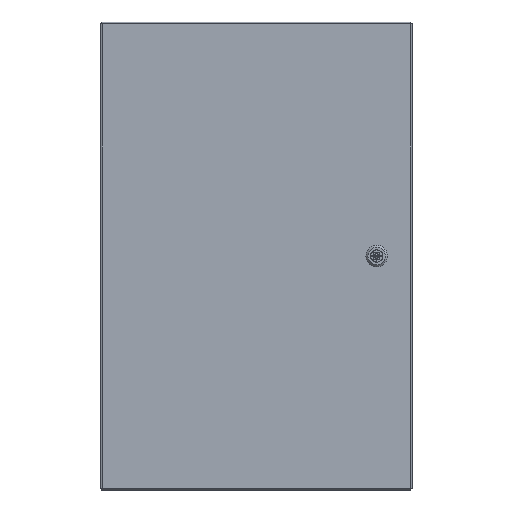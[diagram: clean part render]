
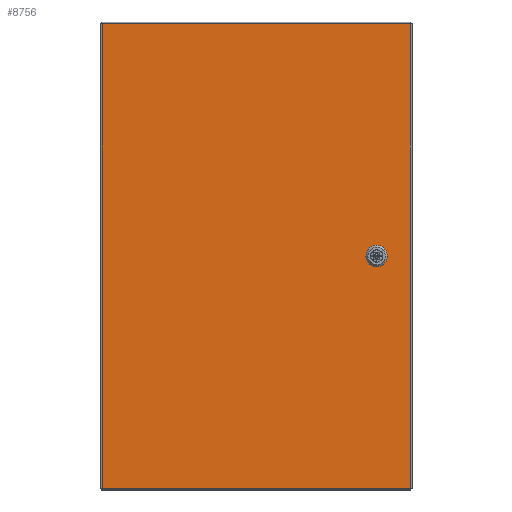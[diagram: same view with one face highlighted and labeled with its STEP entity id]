
A CAD part, front view. The second image highlights one B-rep face of the part: STEP entity #8756.
In plain terms, the highlighted planar face has unit normal (0, -1, 0).
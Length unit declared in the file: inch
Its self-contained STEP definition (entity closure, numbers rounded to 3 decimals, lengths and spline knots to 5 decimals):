
#156 = LINE ( 'NONE', #13342, #18503 ) ;
#571 = VECTOR ( 'NONE', #12406, 39.37008 ) ;
#665 = ORIENTED_EDGE ( 'NONE', *, *, #15196, .T. ) ;
#884 = DIRECTION ( 'NONE',  ( 0.707, 0., -0.707 ) ) ;
#1296 = CARTESIAN_POINT ( 'NONE',  ( -7.896, -8.822, 11.898 ) ) ;
#1302 = ORIENTED_EDGE ( 'NONE', *, *, #15276, .T. ) ;
#1362 = LINE ( 'NONE', #16098, #13537 ) ;
#1395 = VERTEX_POINT ( 'NONE', #1400 ) ;
#1400 = CARTESIAN_POINT ( 'NONE',  ( 6.5865, -8.822, 0.2305 ) ) ;
#1639 = DIRECTION ( 'NONE',  ( 1., 0., 0. ) ) ;
#1664 = VECTOR ( 'NONE', #1639, 39.37008 ) ;
#1899 = EDGE_CURVE ( 'NONE', #19074, #8433, #16853, .T. ) ;
#2002 = CARTESIAN_POINT ( 'NONE',  ( 5.96, -8.822, 0.395 ) ) ;
#2228 = ORIENTED_EDGE ( 'NONE', *, *, #20961, .T. ) ;
#2456 = EDGE_CURVE ( 'NONE', #1395, #3459, #9382, .T. ) ;
#2807 = EDGE_LOOP ( 'NONE', ( #665, #21137, #7122, #20110, #3256, #2228, #4832, #15131 ) ) ;
#3256 = ORIENTED_EDGE ( 'NONE', *, *, #2456, .T. ) ;
#3459 = VERTEX_POINT ( 'NONE', #15345 ) ;
#3491 = FACE_OUTER_BOUND ( 'NONE', #12121, .T. ) ;
#3938 = VECTOR ( 'NONE', #6536, 39.37008 ) ;
#4120 = LINE ( 'NONE', #17247, #4567 ) ;
#4125 = ORIENTED_EDGE ( 'NONE', *, *, #16136, .T. ) ;
#4420 = VERTEX_POINT ( 'NONE', #1296 ) ;
#4453 = DIRECTION ( 'NONE',  ( 0., 0., -1. ) ) ;
#4514 = AXIS2_PLACEMENT_3D ( 'NONE', #21378, #16201, #19556 ) ;
#4559 = CARTESIAN_POINT ( 'NONE',  ( -7.896, -8.822, -11.899 ) ) ;
#4567 = VECTOR ( 'NONE', #10837, 39.37008 ) ;
#4663 = LINE ( 'NONE', #4559, #8333 ) ;
#4832 = ORIENTED_EDGE ( 'NONE', *, *, #18004, .T. ) ;
#5455 = CARTESIAN_POINT ( 'NONE',  ( -7.896, -8.822, -11.899 ) ) ;
#5977 = VECTOR ( 'NONE', #884, 39.37008 ) ;
#6087 = VECTOR ( 'NONE', #8603, 39.37008 ) ;
#6151 = LINE ( 'NONE', #12740, #17736 ) ;
#6207 = LINE ( 'NONE', #12700, #8759 ) ;
#6536 = DIRECTION ( 'NONE',  ( -1., 0., 0. ) ) ;
#6731 = CARTESIAN_POINT ( 'NONE',  ( -7.896, -8.822, -11.899 ) ) ;
#7122 = ORIENTED_EDGE ( 'NONE', *, *, #10147, .T. ) ;
#7419 = VERTEX_POINT ( 'NONE', #20759 ) ;
#8051 = CARTESIAN_POINT ( 'NONE',  ( 5.96, -8.822, -0.396 ) ) ;
#8333 = VECTOR ( 'NONE', #4453, 39.37008 ) ;
#8433 = VERTEX_POINT ( 'NONE', #20764 ) ;
#8500 = LINE ( 'NONE', #5455, #16967 ) ;
#8603 = DIRECTION ( 'NONE',  ( 0.707, 0., 0.707 ) ) ;
#8756 = ADVANCED_FACE ( 'NONE', ( #3491, #14767 ), #19651, .T. ) ;
#8759 = VECTOR ( 'NONE', #11062, 39.37008 ) ;
#8928 = CARTESIAN_POINT ( 'NONE',  ( 6.422, -8.822, -0.396 ) ) ;
#9123 = VERTEX_POINT ( 'NONE', #13504 ) ;
#9382 = LINE ( 'NONE', #16004, #571 ) ;
#9596 = VERTEX_POINT ( 'NONE', #8928 ) ;
#9602 = DIRECTION ( 'NONE',  ( -1., 0., 0. ) ) ;
#9786 = CARTESIAN_POINT ( 'NONE',  ( 5.96, -8.822, -0.396 ) ) ;
#10147 = EDGE_CURVE ( 'NONE', #8433, #16165, #11265, .T. ) ;
#10683 = VERTEX_POINT ( 'NONE', #21361 ) ;
#10837 = DIRECTION ( 'NONE',  ( 0., 0., 1. ) ) ;
#11062 = DIRECTION ( 'NONE',  ( -0.707, 0., 0.707 ) ) ;
#11265 = LINE ( 'NONE', #13322, #1664 ) ;
#11394 = LINE ( 'NONE', #9786, #3938 ) ;
#12121 = EDGE_LOOP ( 'NONE', ( #1302, #4125, #17581, #15996 ) ) ;
#12406 = DIRECTION ( 'NONE',  ( 0., 0., -1. ) ) ;
#12700 = CARTESIAN_POINT ( 'NONE',  ( 5.7955, -8.822, -0.2315 ) ) ;
#12740 = CARTESIAN_POINT ( 'NONE',  ( -7.896, -8.822, 11.898 ) ) ;
#13322 = CARTESIAN_POINT ( 'NONE',  ( 6.422, -8.822, 0.395 ) ) ;
#13342 = CARTESIAN_POINT ( 'NONE',  ( 6.5865, -8.822, -0.2315 ) ) ;
#13504 = CARTESIAN_POINT ( 'NONE',  ( 5.7955, -8.822, -0.2315 ) ) ;
#13537 = VECTOR ( 'NONE', #14559, 39.37008 ) ;
#13848 = LINE ( 'NONE', #15707, #5977 ) ;
#13849 = EDGE_CURVE ( 'NONE', #19438, #10683, #8500, .T. ) ;
#14511 = EDGE_CURVE ( 'NONE', #4420, #19438, #4663, .T. ) ;
#14559 = DIRECTION ( 'NONE',  ( 0., 0., 1. ) ) ;
#14767 = FACE_BOUND ( 'NONE', #2807, .T. ) ;
#15131 = ORIENTED_EDGE ( 'NONE', *, *, #17519, .T. ) ;
#15196 = EDGE_CURVE ( 'NONE', #9123, #19074, #1362, .T. ) ;
#15276 = EDGE_CURVE ( 'NONE', #10683, #7419, #4120, .T. ) ;
#15345 = CARTESIAN_POINT ( 'NONE',  ( 6.5865, -8.822, -0.2315 ) ) ;
#15707 = CARTESIAN_POINT ( 'NONE',  ( 6.422, -8.822, 0.395 ) ) ;
#15996 = ORIENTED_EDGE ( 'NONE', *, *, #13849, .T. ) ;
#16004 = CARTESIAN_POINT ( 'NONE',  ( 6.5865, -8.822, -0.2315 ) ) ;
#16098 = CARTESIAN_POINT ( 'NONE',  ( 5.7955, -8.822, 0.2305 ) ) ;
#16136 = EDGE_CURVE ( 'NONE', #7419, #4420, #6151, .T. ) ;
#16165 = VERTEX_POINT ( 'NONE', #21090 ) ;
#16201 = DIRECTION ( 'NONE',  ( 0., -1., 0. ) ) ;
#16777 = EDGE_CURVE ( 'NONE', #16165, #1395, #13848, .T. ) ;
#16853 = LINE ( 'NONE', #2002, #6087 ) ;
#16967 = VECTOR ( 'NONE', #19992, 39.37008 ) ;
#17247 = CARTESIAN_POINT ( 'NONE',  ( 7.901, -8.822, -11.899 ) ) ;
#17519 = EDGE_CURVE ( 'NONE', #20839, #9123, #6207, .T. ) ;
#17581 = ORIENTED_EDGE ( 'NONE', *, *, #14511, .T. ) ;
#17736 = VECTOR ( 'NONE', #9602, 39.37008 ) ;
#18004 = EDGE_CURVE ( 'NONE', #9596, #20839, #11394, .T. ) ;
#18503 = VECTOR ( 'NONE', #19968, 39.37008 ) ;
#19074 = VERTEX_POINT ( 'NONE', #19331 ) ;
#19331 = CARTESIAN_POINT ( 'NONE',  ( 5.7955, -8.822, 0.2305 ) ) ;
#19438 = VERTEX_POINT ( 'NONE', #6731 ) ;
#19556 = DIRECTION ( 'NONE',  ( 0., 0., -1. ) ) ;
#19651 = PLANE ( 'NONE',  #4514 ) ;
#19968 = DIRECTION ( 'NONE',  ( -0.707, 0., -0.707 ) ) ;
#19992 = DIRECTION ( 'NONE',  ( 1., 0., 0. ) ) ;
#20110 = ORIENTED_EDGE ( 'NONE', *, *, #16777, .T. ) ;
#20759 = CARTESIAN_POINT ( 'NONE',  ( 7.901, -8.822, 11.898 ) ) ;
#20764 = CARTESIAN_POINT ( 'NONE',  ( 5.96, -8.822, 0.395 ) ) ;
#20839 = VERTEX_POINT ( 'NONE', #8051 ) ;
#20961 = EDGE_CURVE ( 'NONE', #3459, #9596, #156, .T. ) ;
#21090 = CARTESIAN_POINT ( 'NONE',  ( 6.422, -8.822, 0.395 ) ) ;
#21137 = ORIENTED_EDGE ( 'NONE', *, *, #1899, .T. ) ;
#21361 = CARTESIAN_POINT ( 'NONE',  ( 7.901, -8.822, -11.899 ) ) ;
#21378 = CARTESIAN_POINT ( 'NONE',  ( -7.896, -8.822, -11.899 ) ) ;
